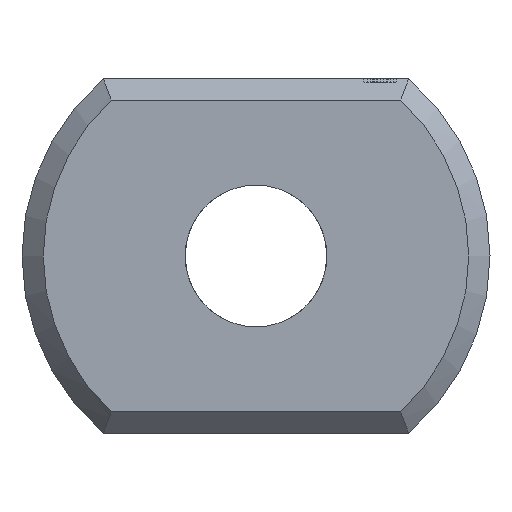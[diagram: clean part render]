
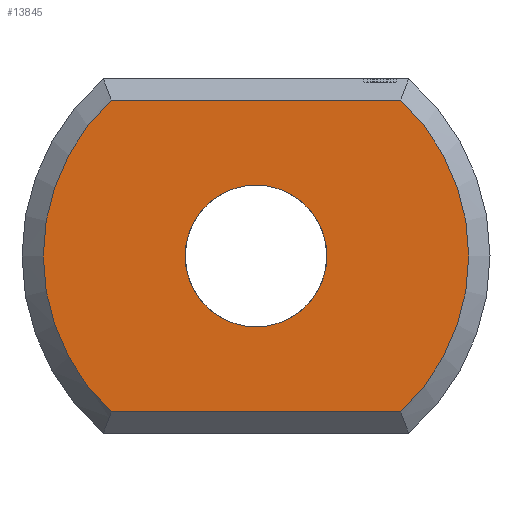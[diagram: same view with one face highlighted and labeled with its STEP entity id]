
A CAD part, left-side view. The second image highlights one B-rep face of the part: STEP entity #13845.
In plain terms, the highlighted planar face has unit normal (-1, 0, 0).
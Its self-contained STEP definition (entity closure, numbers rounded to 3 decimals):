
#298 = PLANE('',#299);
#299 = AXIS2_PLACEMENT_3D('',#300,#301,#302);
#300 = CARTESIAN_POINT('',(0.15,-2.154,-2.35));
#301 = DIRECTION('',(-0.707,0.,-0.707));
#302 = DIRECTION('',(0.,-1.,0.));
#725 = CONICAL_SURFACE('',#726,3.3,0.785);
#726 = AXIS2_PLACEMENT_3D('',#727,#728,#729);
#727 = CARTESIAN_POINT('',(0.3,0.,0.));
#728 = DIRECTION('',(1.,0.,0.));
#729 = DIRECTION('',(0.,0.653,-0.758));
#872 = CONICAL_SURFACE('',#873,3.3,0.785);
#873 = AXIS2_PLACEMENT_3D('',#874,#875,#876);
#874 = CARTESIAN_POINT('',(0.3,0.,0.));
#875 = DIRECTION('',(1.,0.,0.));
#876 = DIRECTION('',(0.,-0.653,0.758));
#909 = VERTEX_POINT('',#910);
#910 = CARTESIAN_POINT('',(0.,-2.04,-2.2));
#937 = VERTEX_POINT('',#938);
#938 = CARTESIAN_POINT('',(0.,2.04,-2.2));
#963 = EDGE_CURVE('',#909,#937,#964,.T.);
#964 = SURFACE_CURVE('',#965,(#969,#976),.PCURVE_S1.);
#965 = LINE('',#966,#967);
#966 = CARTESIAN_POINT('',(0.,-2.154,-2.2));
#967 = VECTOR('',#968,1.);
#968 = DIRECTION('',(0.,1.,0.));
#969 = PCURVE('',#298,#970);
#970 = DEFINITIONAL_REPRESENTATION('',(#971),#975);
#971 = LINE('',#972,#973);
#972 = CARTESIAN_POINT('',(0.,0.212));
#973 = VECTOR('',#974,1.);
#974 = DIRECTION('',(-1.,0.));
#975 = ( GEOMETRIC_REPRESENTATION_CONTEXT(2) 
PARAMETRIC_REPRESENTATION_CONTEXT() REPRESENTATION_CONTEXT('2D SPACE',''
  ) );
#976 = PCURVE('',#977,#982);
#977 = PLANE('',#978);
#978 = AXIS2_PLACEMENT_3D('',#979,#980,#981);
#979 = CARTESIAN_POINT('',(0.,0.,
    0.));
#980 = DIRECTION('',(1.,0.,0.));
#981 = DIRECTION('',(0.,0.,1.));
#982 = DEFINITIONAL_REPRESENTATION('',(#983),#987);
#983 = LINE('',#984,#985);
#984 = CARTESIAN_POINT('',(-2.2,2.154));
#985 = VECTOR('',#986,1.);
#986 = DIRECTION('',(0.,-1.));
#987 = ( GEOMETRIC_REPRESENTATION_CONTEXT(2) 
PARAMETRIC_REPRESENTATION_CONTEXT() REPRESENTATION_CONTEXT('2D SPACE',''
  ) );
#1763 = PLANE('',#1764);
#1764 = AXIS2_PLACEMENT_3D('',#1765,#1766,#1767);
#1765 = CARTESIAN_POINT('',(0.15,-2.154,2.35));
#1766 = DIRECTION('',(0.707,0.,-0.707
    ));
#1767 = DIRECTION('',(0.,-1.,0.));
#13632 = VERTEX_POINT('',#13633);
#13633 = CARTESIAN_POINT('',(0.,2.04,2.2));
#13658 = EDGE_CURVE('',#937,#13632,#13659,.T.);
#13659 = SURFACE_CURVE('',#13660,(#13665,#13672),.PCURVE_S1.);
#13660 = CIRCLE('',#13661,3.);
#13661 = AXIS2_PLACEMENT_3D('',#13662,#13663,#13664);
#13662 = CARTESIAN_POINT('',(0.,0.,
    0.));
#13663 = DIRECTION('',(1.,0.,0.));
#13664 = DIRECTION('',(0.,0.653,-0.758)
  );
#13665 = PCURVE('',#725,#13666);
#13666 = DEFINITIONAL_REPRESENTATION('',(#13667),#13671);
#13667 = LINE('',#13668,#13669);
#13668 = CARTESIAN_POINT('',(0.,-0.3));
#13669 = VECTOR('',#13670,1.);
#13670 = DIRECTION('',(1.,-0.));
#13671 = ( GEOMETRIC_REPRESENTATION_CONTEXT(2) 
PARAMETRIC_REPRESENTATION_CONTEXT() REPRESENTATION_CONTEXT('2D SPACE',''
  ) );
#13672 = PCURVE('',#977,#13673);
#13673 = DEFINITIONAL_REPRESENTATION('',(#13674),#13678);
#13674 = CIRCLE('',#13675,3.);
#13675 = AXIS2_PLACEMENT_2D('',#13676,#13677);
#13676 = CARTESIAN_POINT('',(0.,0.));
#13677 = DIRECTION('',(-0.758,-0.653));
#13678 = ( GEOMETRIC_REPRESENTATION_CONTEXT(2) 
PARAMETRIC_REPRESENTATION_CONTEXT() REPRESENTATION_CONTEXT('2D SPACE',''
  ) );
#13796 = VERTEX_POINT('',#13797);
#13797 = CARTESIAN_POINT('',(0.,-2.04,2.2));
#13824 = EDGE_CURVE('',#13796,#909,#13825,.T.);
#13825 = SURFACE_CURVE('',#13826,(#13831,#13838),.PCURVE_S1.);
#13826 = CIRCLE('',#13827,3.);
#13827 = AXIS2_PLACEMENT_3D('',#13828,#13829,#13830);
#13828 = CARTESIAN_POINT('',(0.,0.,
    0.));
#13829 = DIRECTION('',(1.,0.,0.));
#13830 = DIRECTION('',(0.,-0.653,0.758)
  );
#13831 = PCURVE('',#872,#13832);
#13832 = DEFINITIONAL_REPRESENTATION('',(#13833),#13837);
#13833 = LINE('',#13834,#13835);
#13834 = CARTESIAN_POINT('',(0.,-0.3));
#13835 = VECTOR('',#13836,1.);
#13836 = DIRECTION('',(1.,-0.));
#13837 = ( GEOMETRIC_REPRESENTATION_CONTEXT(2) 
PARAMETRIC_REPRESENTATION_CONTEXT() REPRESENTATION_CONTEXT('2D SPACE',''
  ) );
#13838 = PCURVE('',#977,#13839);
#13839 = DEFINITIONAL_REPRESENTATION('',(#13840),#13844);
#13840 = CIRCLE('',#13841,3.);
#13841 = AXIS2_PLACEMENT_2D('',#13842,#13843);
#13842 = CARTESIAN_POINT('',(0.,0.));
#13843 = DIRECTION('',(0.758,0.653));
#13844 = ( GEOMETRIC_REPRESENTATION_CONTEXT(2) 
PARAMETRIC_REPRESENTATION_CONTEXT() REPRESENTATION_CONTEXT('2D SPACE',''
  ) );
#13845 = ADVANCED_FACE('',(#13846,#13872),#977,.F.);
#13846 = FACE_BOUND('',#13847,.F.);
#13847 = EDGE_LOOP('',(#13848,#13849,#13870,#13871));
#13848 = ORIENTED_EDGE('',*,*,#13658,.T.);
#13849 = ORIENTED_EDGE('',*,*,#13850,.F.);
#13850 = EDGE_CURVE('',#13796,#13632,#13851,.T.);
#13851 = SURFACE_CURVE('',#13852,(#13856,#13863),.PCURVE_S1.);
#13852 = LINE('',#13853,#13854);
#13853 = CARTESIAN_POINT('',(0.,-2.154,2.2));
#13854 = VECTOR('',#13855,1.);
#13855 = DIRECTION('',(0.,1.,0.));
#13856 = PCURVE('',#977,#13857);
#13857 = DEFINITIONAL_REPRESENTATION('',(#13858),#13862);
#13858 = LINE('',#13859,#13860);
#13859 = CARTESIAN_POINT('',(2.2,2.154));
#13860 = VECTOR('',#13861,1.);
#13861 = DIRECTION('',(0.,-1.));
#13862 = ( GEOMETRIC_REPRESENTATION_CONTEXT(2) 
PARAMETRIC_REPRESENTATION_CONTEXT() REPRESENTATION_CONTEXT('2D SPACE',''
  ) );
#13863 = PCURVE('',#1763,#13864);
#13864 = DEFINITIONAL_REPRESENTATION('',(#13865),#13869);
#13865 = LINE('',#13866,#13867);
#13866 = CARTESIAN_POINT('',(0.,0.212));
#13867 = VECTOR('',#13868,1.);
#13868 = DIRECTION('',(-1.,0.));
#13869 = ( GEOMETRIC_REPRESENTATION_CONTEXT(2) 
PARAMETRIC_REPRESENTATION_CONTEXT() REPRESENTATION_CONTEXT('2D SPACE',''
  ) );
#13870 = ORIENTED_EDGE('',*,*,#13824,.T.);
#13871 = ORIENTED_EDGE('',*,*,#963,.T.);
#13872 = FACE_BOUND('',#13873,.T.);
#13873 = EDGE_LOOP('',(#13874));
#13874 = ORIENTED_EDGE('',*,*,#13875,.T.);
#13875 = EDGE_CURVE('',#13876,#13876,#13878,.T.);
#13876 = VERTEX_POINT('',#13877);
#13877 = CARTESIAN_POINT('',(0.,1.,0.));
#13878 = SURFACE_CURVE('',#13879,(#13884,#13891),.PCURVE_S1.);
#13879 = CIRCLE('',#13880,1.);
#13880 = AXIS2_PLACEMENT_3D('',#13881,#13882,#13883);
#13881 = CARTESIAN_POINT('',(0.,0.,0.));
#13882 = DIRECTION('',(1.,0.,0.));
#13883 = DIRECTION('',(0.,1.,0.));
#13884 = PCURVE('',#977,#13885);
#13885 = DEFINITIONAL_REPRESENTATION('',(#13886),#13890);
#13886 = CIRCLE('',#13887,1.);
#13887 = AXIS2_PLACEMENT_2D('',#13888,#13889);
#13888 = CARTESIAN_POINT('',(0.,0.));
#13889 = DIRECTION('',(0.,-1.));
#13890 = ( GEOMETRIC_REPRESENTATION_CONTEXT(2) 
PARAMETRIC_REPRESENTATION_CONTEXT() REPRESENTATION_CONTEXT('2D SPACE',''
  ) );
#13891 = PCURVE('',#13892,#13897);
#13892 = CYLINDRICAL_SURFACE('',#13893,1.);
#13893 = AXIS2_PLACEMENT_3D('',#13894,#13895,#13896);
#13894 = CARTESIAN_POINT('',(0.,0.,0.));
#13895 = DIRECTION('',(-1.,0.,0.));
#13896 = DIRECTION('',(0.,1.,0.));
#13897 = DEFINITIONAL_REPRESENTATION('',(#13898),#13902);
#13898 = LINE('',#13899,#13900);
#13899 = CARTESIAN_POINT('',(-0.,0.));
#13900 = VECTOR('',#13901,1.);
#13901 = DIRECTION('',(-1.,0.));
#13902 = ( GEOMETRIC_REPRESENTATION_CONTEXT(2) 
PARAMETRIC_REPRESENTATION_CONTEXT() REPRESENTATION_CONTEXT('2D SPACE',''
  ) );
